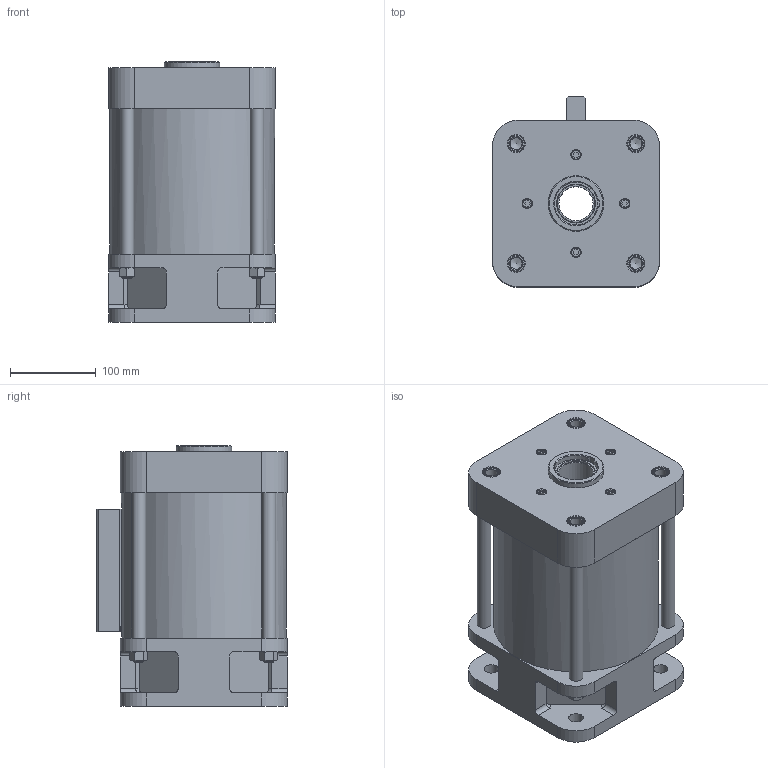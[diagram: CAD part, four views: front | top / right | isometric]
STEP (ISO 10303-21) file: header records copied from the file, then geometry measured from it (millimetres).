
FILE_DESCRIPTION(/* description */ ('STEP AP214'),/* implementation_level */ '2;1');
FILE_NAME(/* name */ '8072777_DACS-40-A-R3-S',/* time_stamp */ '2024-08-12T14:43:05+02:00',/* author */ ('License CC BY-ND 4.0'),/* organization */ ('CADENAS'),/* preprocessor_version */ 'ST-DEVELOPER v19.3',/* originating_system */ 'PARTsolutions',/* authorisation */ ' ');
FILE_SCHEMA (('AUTOMOTIVE_DESIGN {1 0 10303 214 3 1 1}'));
Length unit declared in the file: millimetre
Products named in the file (3): 8072777 DACS-40-A-R3-S---(high); 8072777 DACS-40-A-R3-S---(high_P); M6x0.75
Assembly tree (2 placements, depth 2):
  8072777 DACS-40-A-R3-S---(high)
    8072777 DACS-40-A-R3-S---(high_P)
    M6x0.75
Bounding box: 195 x 222.6 x 305 mm (x, y, z)
Volume: 8736638.1 mm3; surface area: 421004.4 mm2
Topology: 2 solids, 2 shells, 380 faces, 928 edges, 602 vertices
Faces by surface type: plane 218, cylinder 100, cone 62
Full cylindrical faces by diameter (mm): 4 x1, 5 x1, 5.188 x1, 6 x1, 7 x2, 7.4 x2, 10 x6, 10.106 x4, 12 x10, 13.835 x4, 14.95 x1, 15 x1, 16 x4, 17 x4, 40 x1, 46 x1, 65 x1, 193 x1
Entity records: 10736 total; most frequent: CARTESIAN_POINT 2241, DIRECTION 1712, ORIENTED_EDGE 1592, EDGE_CURVE 796, AXIS2_PLACEMENT_3D 636, VERTEX_POINT 576, FACE_BOUND 556, EDGE_LOOP 551
